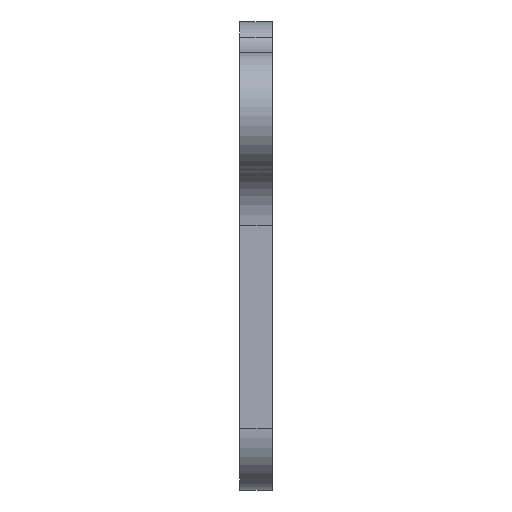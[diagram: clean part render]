
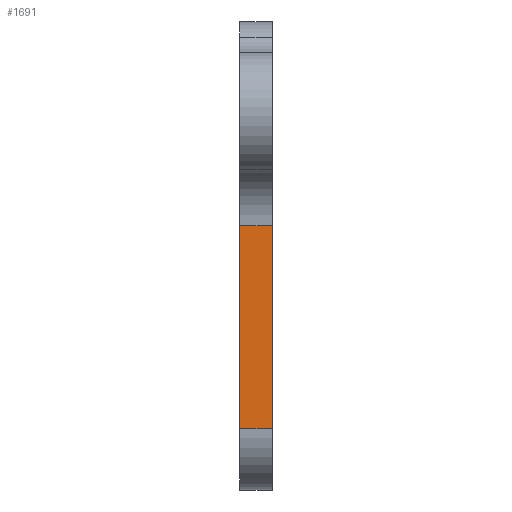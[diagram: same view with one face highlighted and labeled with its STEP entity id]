
A CAD part, left-side view. The second image highlights one B-rep face of the part: STEP entity #1691.
In plain terms, the highlighted free-form (B-spline) face has degree [1, 1] with [2, 2] control points.
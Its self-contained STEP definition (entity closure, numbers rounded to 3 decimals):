
#961=CARTESIAN_POINT('',(-23.,0.0,-17.));
#962=VERTEX_POINT('',#961);
#978=CARTESIAN_POINT('',(-23.,0.0,2.98));
#979=VERTEX_POINT('',#978);
#980=CARTESIAN_POINT('',(-23.,0.0,2.98));
#981=CARTESIAN_POINT('',(-23.,0.0,-17.));
#982=QUASI_UNIFORM_CURVE('',1,(#980,#981),.UNSPECIFIED.,.F.,.U.);
#983=EDGE_CURVE('',#979,#962,#982,.T.);
#1079=CARTESIAN_POINT('',(-23.,-3.2,2.98));
#1080=VERTEX_POINT('',#1079);
#1094=CARTESIAN_POINT('',(-23.,-3.2,-17.));
#1095=VERTEX_POINT('',#1094);
#1096=CARTESIAN_POINT('',(-23.,-3.2,2.98));
#1097=CARTESIAN_POINT('',(-23.,-3.2,-17.));
#1098=QUASI_UNIFORM_CURVE('',1,(#1096,#1097),.UNSPECIFIED.,.F.,.U.);
#1099=EDGE_CURVE('',#1080,#1095,#1098,.T.);
#1668=CARTESIAN_POINT('',(-23.,-3.2,-17.));
#1669=CARTESIAN_POINT('',(-23.,0.0,-17.));
#1670=QUASI_UNIFORM_CURVE('',1,(#1668,#1669),.UNSPECIFIED.,.F.,.U.);
#1671=EDGE_CURVE('',#1095,#962,#1670,.T.);
#1676=CARTESIAN_POINT('',(-23.,-3.36,3.978));
#1677=CARTESIAN_POINT('',(-23.,-3.36,-17.998));
#1678=CARTESIAN_POINT('',(-23.,0.16,3.978));
#1679=CARTESIAN_POINT('',(-23.,0.16,-17.998));
#1680=B_SPLINE_SURFACE_WITH_KNOTS('',1,1,((#1676,#1678),(#1677,#1679)),.UNSPECIFIED.,.F.,.F.,.U.,(2,2),(2,2),(0.0,21.976),(0.0,3.52),.UNSPECIFIED.);
#1681=ORIENTED_EDGE('',*,*,#983,.T.);
#1682=ORIENTED_EDGE('',*,*,#1671,.F.);
#1683=ORIENTED_EDGE('',*,*,#1099,.F.);
#1684=CARTESIAN_POINT('',(-23.,-3.2,2.98));
#1685=CARTESIAN_POINT('',(-23.,0.0,2.98));
#1686=QUASI_UNIFORM_CURVE('',1,(#1684,#1685),.UNSPECIFIED.,.F.,.U.);
#1687=EDGE_CURVE('',#1080,#979,#1686,.T.);
#1688=ORIENTED_EDGE('',*,*,#1687,.T.);
#1689=EDGE_LOOP('',(#1681,#1682,#1683,#1688));
#1690=FACE_OUTER_BOUND('',#1689,.T.);
#1691=ADVANCED_FACE('',(#1690),#1680,.F.);
